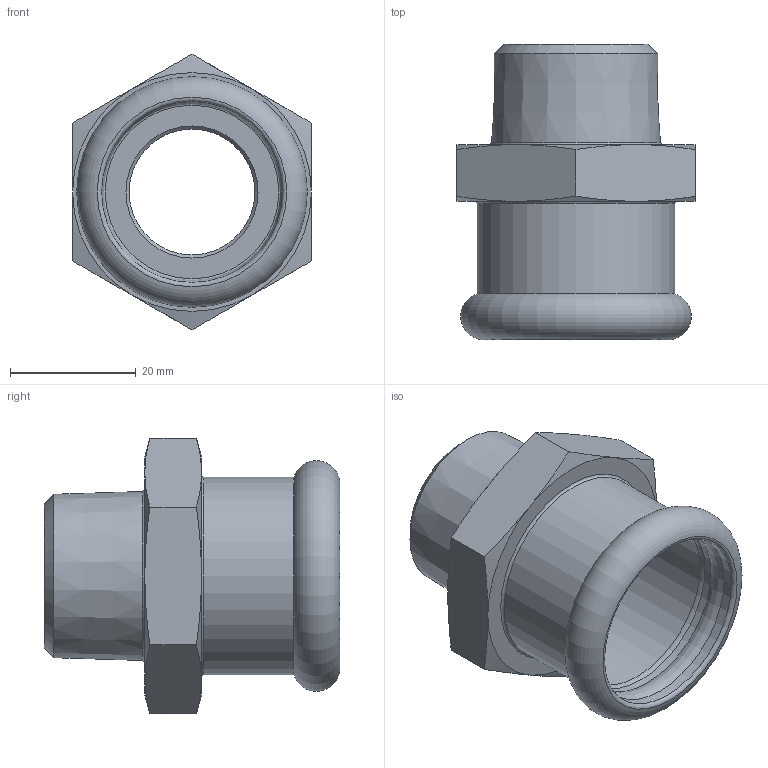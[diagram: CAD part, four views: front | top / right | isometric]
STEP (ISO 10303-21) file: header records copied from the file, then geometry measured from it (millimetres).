
FILE_DESCRIPTION(/* description */ (''),/* implementation_level */ '2;1');
FILE_NAME(/* name */ '387304028_Steelpres.stp',/* time_stamp */ '2022-10-21T16:30:10+02:00',/* author */ ('Vault'),/* organization */ ('Raccorderie metalliche s.p.a. '),/* preprocessor_version */ 'ST-DEVELOPER v18.1',/* originating_system */ 'Autodesk Inventor 2020',/* authorisation */ 'Raccorderie metalliche s.p.a. ');
FILE_SCHEMA (('AUTOMOTIVE_DESIGN { 1 0 10303 214 3 1 1 }'));
Length unit declared in the file: millimetre
Products named in the file (1): 387304028_Steelpres
Bounding box: 38 x 47 x 43.88 mm (x, y, z)
Volume: 16205 mm3; surface area: 10161.6 mm2
Topology: 1 solids, 1 shells, 38 faces, 92 edges, 58 vertices
Faces by surface type: cone 16, plane 10, torus 7, cylinder 5
Full cylindrical faces by diameter (mm): 20 x1, 28.4 x1, 28.8 x2, 31.4 x1
Entity records: 1150 total; most frequent: CARTESIAN_POINT 237, DIRECTION 199, ORIENTED_EDGE 184, EDGE_CURVE 92, AXIS2_PLACEMENT_3D 92, VERTEX_POINT 58, CIRCLE 53, EDGE_LOOP 42
